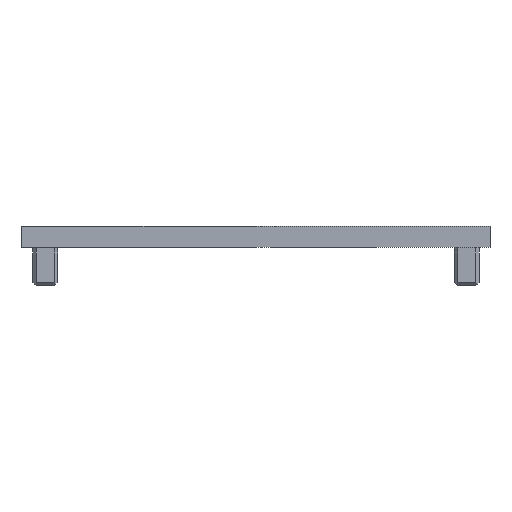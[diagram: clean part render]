
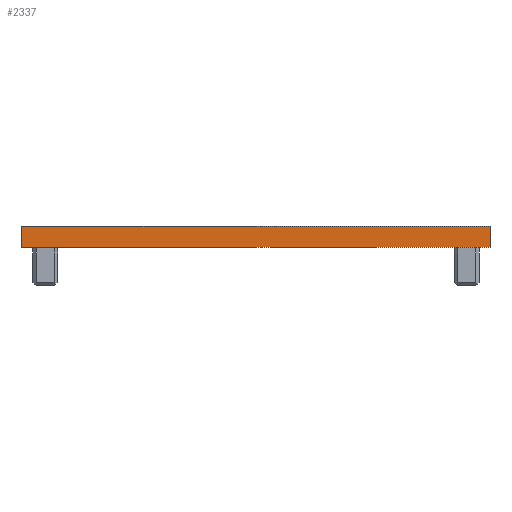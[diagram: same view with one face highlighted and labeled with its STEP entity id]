
A CAD part, front view. The second image highlights one B-rep face of the part: STEP entity #2337.
In plain terms, the highlighted planar face has unit normal (0, -1, 0).
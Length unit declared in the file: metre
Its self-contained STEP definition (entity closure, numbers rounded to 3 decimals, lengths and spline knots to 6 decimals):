
#686=ORIENTED_EDGE('',*,*,#1128,.T.);
#687=ORIENTED_EDGE('',*,*,#1129,.F.);
#688=ORIENTED_EDGE('',*,*,#1130,.F.);
#689=ORIENTED_EDGE('',*,*,#1125,.T.);
#1125=EDGE_CURVE('',#1351,#1349,#1608,.T.);
#1128=EDGE_CURVE('',#1349,#1353,#1611,.T.);
#1129=EDGE_CURVE('',#1354,#1353,#1612,.T.);
#1130=EDGE_CURVE('',#1351,#1354,#1613,.T.);
#1349=VERTEX_POINT('',#4380);
#1351=VERTEX_POINT('',#4383);
#1353=VERTEX_POINT('',#4389);
#1354=VERTEX_POINT('',#4391);
#1608=LINE('',#4382,#1872);
#1611=LINE('',#4388,#1875);
#1612=LINE('',#4390,#1876);
#1613=LINE('',#4392,#1877);
#1872=VECTOR('',#3723,1.);
#1875=VECTOR('',#3728,1.);
#1876=VECTOR('',#3729,1.);
#1877=VECTOR('',#3730,1.);
#1988=EDGE_LOOP('',(#686,#687,#688,#689));
#2117=FACE_BOUND('',#1988,.T.);
#2228=PLANE('',#3159);
#2337=ADVANCED_FACE('',(#2117),#2228,.F.);
#3159=AXIS2_PLACEMENT_3D('',#4387,#3726,#3727);
#3723=DIRECTION('',(0.,0.,-1.));
#3726=DIRECTION('',(0.,1.,0.));
#3727=DIRECTION('',(0.,0.,1.));
#3728=DIRECTION('',(1.,0.,0.));
#3729=DIRECTION('',(0.,0.,-1.));
#3730=DIRECTION('',(1.,0.,0.));
#4380=CARTESIAN_POINT('',(0.082017,-0.135077,0.033));
#4382=CARTESIAN_POINT('',(0.082017,-0.135077,0.036));
#4383=CARTESIAN_POINT('',(0.082017,-0.135077,0.036));
#4387=CARTESIAN_POINT('',(0.114884,-0.135077,0.036));
#4388=CARTESIAN_POINT('',(0.114884,-0.135077,0.033));
#4389=CARTESIAN_POINT('',(0.14775,-0.135077,0.033));
#4390=CARTESIAN_POINT('',(0.14775,-0.135077,0.036));
#4391=CARTESIAN_POINT('',(0.14775,-0.135077,0.036));
#4392=CARTESIAN_POINT('',(0.114884,-0.135077,0.036));
